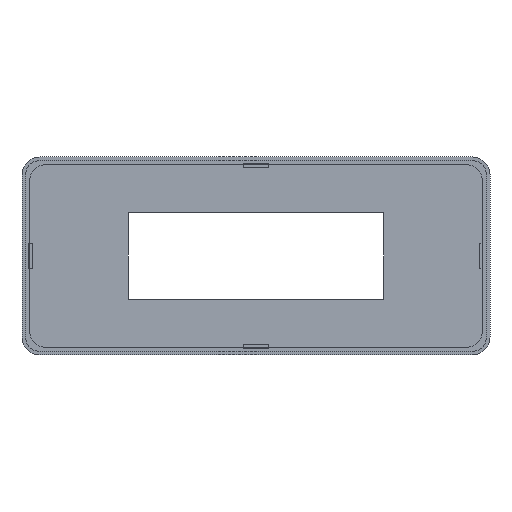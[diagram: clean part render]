
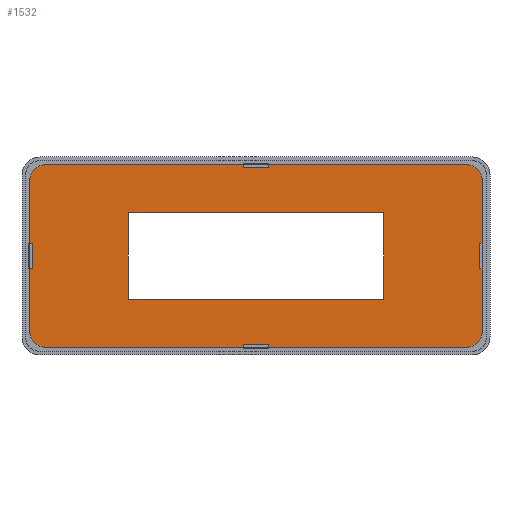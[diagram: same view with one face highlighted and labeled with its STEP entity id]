
A CAD part, left-side view. The second image highlights one B-rep face of the part: STEP entity #1532.
In plain terms, the highlighted planar face has unit normal (-1, 0, 0).
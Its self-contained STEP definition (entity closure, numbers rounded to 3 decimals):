
#41=CIRCLE($,#1624,5.);
#43=CIRCLE($,#1628,5.);
#45=CIRCLE($,#1632,5.);
#47=CIRCLE($,#1636,5.);
#77=FACE_BOUND($,#248,.T.);
#156=FACE_OUTER_BOUND($,#247,.T.);
#247=EDGE_LOOP($,(#1365,#1366,#1367,#1368,#1369,#1370,#1371,#1372,#1373,
#1374,#1375,#1376,#1377,#1378,#1379,#1380,#1381,#1382,#1383,#1384,#1385,
#1386,#1387,#1388));
#248=EDGE_LOOP($,(#1389,#1390,#1391,#1392));
#249=LINE($,#2060,#431);
#257=LINE($,#2076,#439);
#269=LINE($,#2100,#451);
#277=LINE($,#2117,#459);
#285=LINE($,#2133,#467);
#297=LINE($,#2157,#479);
#305=LINE($,#2174,#487);
#313=LINE($,#2190,#495);
#324=LINE($,#2212,#506);
#331=LINE($,#2227,#513);
#339=LINE($,#2243,#521);
#351=LINE($,#2267,#533);
#359=LINE($,#2283,#541);
#362=LINE($,#2289,#544);
#365=LINE($,#2295,#547);
#368=LINE($,#2301,#550);
#412=LINE($,#2441,#594);
#415=LINE($,#2450,#597);
#418=LINE($,#2459,#600);
#420=LINE($,#2465,#602);
#423=LINE($,#2475,#605);
#426=LINE($,#2480,#608);
#428=LINE($,#2484,#610);
#430=LINE($,#2487,#612);
#431=VECTOR($,#1652,7.);
#439=VECTOR($,#1662,1.);
#451=VECTOR($,#1678,1.);
#459=VECTOR($,#1698,7.);
#467=VECTOR($,#1708,1.);
#479=VECTOR($,#1724,1.);
#487=VECTOR($,#1744,7.);
#495=VECTOR($,#1754,1.);
#506=VECTOR($,#1769,1.);
#513=VECTOR($,#1788,7.);
#521=VECTOR($,#1798,1.);
#533=VECTOR($,#1814,1.);
#541=VECTOR($,#1834,54.5);
#544=VECTOR($,#1839,54.5);
#547=VECTOR($,#1844,17.);
#550=VECTOR($,#1849,17.);
#594=VECTOR($,#1995,54.5);
#597=VECTOR($,#2006,17.);
#600=VECTOR($,#2017,17.);
#602=VECTOR($,#2027,54.5);
#605=VECTOR($,#2040,71.);
#608=VECTOR($,#2045,24.);
#610=VECTOR($,#2049,71.);
#612=VECTOR($,#2053,24.);
#613=VERTEX_POINT($,#2058);
#614=VERTEX_POINT($,#2059);
#621=VERTEX_POINT($,#2075);
#631=VERTEX_POINT($,#2099);
#633=VERTEX_POINT($,#2115);
#634=VERTEX_POINT($,#2116);
#641=VERTEX_POINT($,#2132);
#651=VERTEX_POINT($,#2156);
#653=VERTEX_POINT($,#2172);
#654=VERTEX_POINT($,#2173);
#661=VERTEX_POINT($,#2189);
#670=VERTEX_POINT($,#2211);
#671=VERTEX_POINT($,#2225);
#672=VERTEX_POINT($,#2226);
#679=VERTEX_POINT($,#2242);
#689=VERTEX_POINT($,#2266);
#691=VERTEX_POINT($,#2282);
#693=VERTEX_POINT($,#2288);
#695=VERTEX_POINT($,#2294);
#697=VERTEX_POINT($,#2300);
#739=VERTEX_POINT($,#2431);
#742=VERTEX_POINT($,#2439);
#743=VERTEX_POINT($,#2443);
#746=VERTEX_POINT($,#2457);
#747=VERTEX_POINT($,#2473);
#748=VERTEX_POINT($,#2474);
#749=VERTEX_POINT($,#2479);
#750=VERTEX_POINT($,#2483);
#751=EDGE_CURVE($,#613,#614,#249,.T.);
#759=EDGE_CURVE($,#621,#613,#257,.T.);
#771=EDGE_CURVE($,#614,#631,#269,.T.);
#779=EDGE_CURVE($,#633,#634,#277,.T.);
#787=EDGE_CURVE($,#641,#633,#285,.T.);
#799=EDGE_CURVE($,#634,#651,#297,.T.);
#807=EDGE_CURVE($,#653,#654,#305,.T.);
#815=EDGE_CURVE($,#661,#653,#313,.T.);
#826=EDGE_CURVE($,#654,#670,#324,.T.);
#833=EDGE_CURVE($,#671,#672,#331,.T.);
#841=EDGE_CURVE($,#679,#671,#339,.T.);
#853=EDGE_CURVE($,#672,#689,#351,.T.);
#861=EDGE_CURVE($,#621,#691,#359,.T.);
#864=EDGE_CURVE($,#641,#693,#362,.T.);
#867=EDGE_CURVE($,#661,#695,#365,.T.);
#870=EDGE_CURVE($,#679,#697,#368,.T.);
#935=EDGE_CURVE($,#739,#693,#41,.T.);
#940=EDGE_CURVE($,#742,#651,#412,.T.);
#941=EDGE_CURVE($,#743,#695,#43,.T.);
#945=EDGE_CURVE($,#739,#670,#415,.T.);
#946=EDGE_CURVE($,#742,#697,#45,.T.);
#950=EDGE_CURVE($,#746,#689,#418,.T.);
#951=EDGE_CURVE($,#746,#691,#47,.T.);
#954=EDGE_CURVE($,#743,#631,#420,.T.);
#957=EDGE_CURVE($,#747,#748,#423,.T.);
#960=EDGE_CURVE($,#748,#749,#426,.T.);
#962=EDGE_CURVE($,#749,#750,#428,.T.);
#964=EDGE_CURVE($,#750,#747,#430,.T.);
#1365=ORIENTED_EDGE($,*,*,#771,.T.);
#1366=ORIENTED_EDGE($,*,*,#954,.F.);
#1367=ORIENTED_EDGE($,*,*,#941,.T.);
#1368=ORIENTED_EDGE($,*,*,#867,.F.);
#1369=ORIENTED_EDGE($,*,*,#815,.T.);
#1370=ORIENTED_EDGE($,*,*,#807,.T.);
#1371=ORIENTED_EDGE($,*,*,#826,.T.);
#1372=ORIENTED_EDGE($,*,*,#945,.F.);
#1373=ORIENTED_EDGE($,*,*,#935,.T.);
#1374=ORIENTED_EDGE($,*,*,#864,.F.);
#1375=ORIENTED_EDGE($,*,*,#787,.T.);
#1376=ORIENTED_EDGE($,*,*,#779,.T.);
#1377=ORIENTED_EDGE($,*,*,#799,.T.);
#1378=ORIENTED_EDGE($,*,*,#940,.F.);
#1379=ORIENTED_EDGE($,*,*,#946,.T.);
#1380=ORIENTED_EDGE($,*,*,#870,.F.);
#1381=ORIENTED_EDGE($,*,*,#841,.T.);
#1382=ORIENTED_EDGE($,*,*,#833,.T.);
#1383=ORIENTED_EDGE($,*,*,#853,.T.);
#1384=ORIENTED_EDGE($,*,*,#950,.F.);
#1385=ORIENTED_EDGE($,*,*,#951,.T.);
#1386=ORIENTED_EDGE($,*,*,#861,.F.);
#1387=ORIENTED_EDGE($,*,*,#759,.T.);
#1388=ORIENTED_EDGE($,*,*,#751,.T.);
#1389=ORIENTED_EDGE($,*,*,#962,.T.);
#1390=ORIENTED_EDGE($,*,*,#964,.T.);
#1391=ORIENTED_EDGE($,*,*,#957,.T.);
#1392=ORIENTED_EDGE($,*,*,#960,.T.);
#1452=PLANE($,#1647);
#1532=ADVANCED_FACE($,(#156,#77),#1452,.F.);
#1624=AXIS2_PLACEMENT_3D($,#2432,#1986,#1987);
#1628=AXIS2_PLACEMENT_3D($,#2444,#1998,#1999);
#1632=AXIS2_PLACEMENT_3D($,#2452,#2009,#2010);
#1636=AXIS2_PLACEMENT_3D($,#2461,#2020,#2021);
#1647=AXIS2_PLACEMENT_3D($,#2488,#2054,#2055);
#1652=DIRECTION($,(0.,-1.,0.));
#1662=DIRECTION($,(0.,0.,1.));
#1678=DIRECTION($,(0.,0.,-1.));
#1698=DIRECTION($,(0.,1.,0.));
#1708=DIRECTION($,(0.,0.,-1.));
#1724=DIRECTION($,(0.,0.,1.));
#1744=DIRECTION($,(0.,0.,1.));
#1754=DIRECTION($,(0.,1.,0.));
#1769=DIRECTION($,(0.,-1.,0.));
#1788=DIRECTION($,(0.,0.,-1.));
#1798=DIRECTION($,(0.,-1.,0.));
#1814=DIRECTION($,(0.,1.,0.));
#1834=DIRECTION($,(0.,1.,0.));
#1839=DIRECTION($,(0.,-1.,0.));
#1844=DIRECTION($,(0.,0.,-1.));
#1849=DIRECTION($,(0.,0.,1.));
#1986=DIRECTION('center_axis',(-1.,0.,0.));
#1987=DIRECTION('ref_axis',(0.,-0.707,0.707));
#1995=DIRECTION($,(0.,-1.,0.));
#1998=DIRECTION('center_axis',(-1.,0.,0.));
#1999=DIRECTION('ref_axis',(0.,-0.707,-0.707));
#2006=DIRECTION($,(0.,0.,-1.));
#2009=DIRECTION('center_axis',(-1.,0.,0.));
#2010=DIRECTION('ref_axis',(0.,0.707,0.707));
#2017=DIRECTION($,(0.,0.,1.));
#2020=DIRECTION('center_axis',(-1.,0.,0.));
#2021=DIRECTION('ref_axis',(0.,0.707,-0.707));
#2027=DIRECTION($,(0.,1.,0.));
#2040=DIRECTION($,(0.,-1.,0.));
#2045=DIRECTION($,(0.,0.,-1.));
#2049=DIRECTION($,(0.,1.,0.));
#2053=DIRECTION($,(0.,0.,1.));
#2054=DIRECTION('center_axis',(1.,0.,0.));
#2055=DIRECTION('ref_axis',(0.,0.,-1.));
#2058=CARTESIAN_POINT('',(-2.,3.5,-24.5));
#2059=CARTESIAN_POINT('',(-2.,-3.5,-24.5));
#2060=CARTESIAN_POINT($,(-2.,-4.2,-24.5));
#2075=CARTESIAN_POINT('',(-2.,3.5,-25.5));
#2076=CARTESIAN_POINT($,(-2.,3.5,-12.15));
#2099=CARTESIAN_POINT('',(-2.,-3.5,-25.5));
#2100=CARTESIAN_POINT($,(-2.,-3.5,-12.15));
#2115=CARTESIAN_POINT('',(-2.,-3.5,24.5));
#2116=CARTESIAN_POINT('',(-2.,3.5,24.5));
#2117=CARTESIAN_POINT($,(-2.,4.2,24.5));
#2132=CARTESIAN_POINT('',(-2.,-3.5,25.5));
#2133=CARTESIAN_POINT($,(-2.,-3.5,12.15));
#2156=CARTESIAN_POINT('',(-2.,3.5,25.5));
#2157=CARTESIAN_POINT($,(-2.,3.5,12.15));
#2172=CARTESIAN_POINT('',(-2.,-62.,-3.5));
#2173=CARTESIAN_POINT('',(-2.,-62.,3.5));
#2174=CARTESIAN_POINT($,(-2.,-62.,4.2));
#2189=CARTESIAN_POINT('',(-2.,-63.,-3.5));
#2190=CARTESIAN_POINT($,(-2.,-30.9,-3.5));
#2211=CARTESIAN_POINT('',(-2.,-63.,3.5));
#2212=CARTESIAN_POINT($,(-2.,-30.9,3.5));
#2225=CARTESIAN_POINT('',(-2.,62.,3.5));
#2226=CARTESIAN_POINT('',(-2.,62.,-3.5));
#2227=CARTESIAN_POINT($,(-2.,62.,-4.2));
#2242=CARTESIAN_POINT('',(-2.,63.,3.5));
#2243=CARTESIAN_POINT($,(-2.,30.9,3.5));
#2266=CARTESIAN_POINT('',(-2.,63.,-3.5));
#2267=CARTESIAN_POINT($,(-2.,30.9,-3.5));
#2282=CARTESIAN_POINT('',(-2.,58.,-25.5));
#2283=CARTESIAN_POINT($,(-2.,63.,-25.5));
#2288=CARTESIAN_POINT('',(-2.,-58.,25.5));
#2289=CARTESIAN_POINT($,(-2.,-63.,25.5));
#2294=CARTESIAN_POINT('',(-2.,-63.,-20.5));
#2295=CARTESIAN_POINT($,(-2.,-63.,-25.5));
#2300=CARTESIAN_POINT('',(-2.,63.,20.5));
#2301=CARTESIAN_POINT($,(-2.,63.,25.5));
#2431=CARTESIAN_POINT('',(-2.,-63.,20.5));
#2432=CARTESIAN_POINT('Origin',(-2.,-58.,20.5));
#2439=CARTESIAN_POINT('',(-2.,58.,25.5));
#2441=CARTESIAN_POINT($,(-2.,-63.,25.5));
#2443=CARTESIAN_POINT('',(-2.,-58.,-25.5));
#2444=CARTESIAN_POINT('Origin',(-2.,-58.,-20.5));
#2450=CARTESIAN_POINT($,(-2.,-63.,-25.5));
#2452=CARTESIAN_POINT('Origin',(-2.,58.,20.5));
#2457=CARTESIAN_POINT('',(-2.,63.,-20.5));
#2459=CARTESIAN_POINT($,(-2.,63.,25.5));
#2461=CARTESIAN_POINT('Origin',(-2.,58.,-20.5));
#2465=CARTESIAN_POINT($,(-2.,63.,-25.5));
#2473=CARTESIAN_POINT('',(-2.,35.5,12.));
#2474=CARTESIAN_POINT('',(-2.,-35.5,12.));
#2475=CARTESIAN_POINT($,(-2.,-17.75,12.));
#2479=CARTESIAN_POINT('',(-2.,-35.5,-12.));
#2480=CARTESIAN_POINT($,(-2.,-35.5,-6.));
#2483=CARTESIAN_POINT('',(-2.,35.5,-12.));
#2484=CARTESIAN_POINT($,(-2.,17.75,-12.));
#2487=CARTESIAN_POINT($,(-2.,35.5,6.));
#2488=CARTESIAN_POINT('Origin',(-2.,0.,0.));
